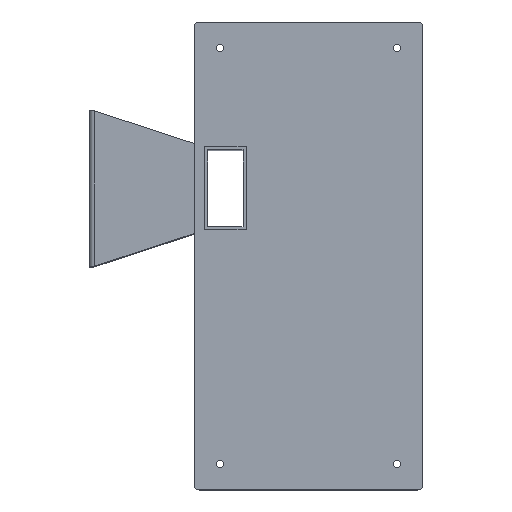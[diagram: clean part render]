
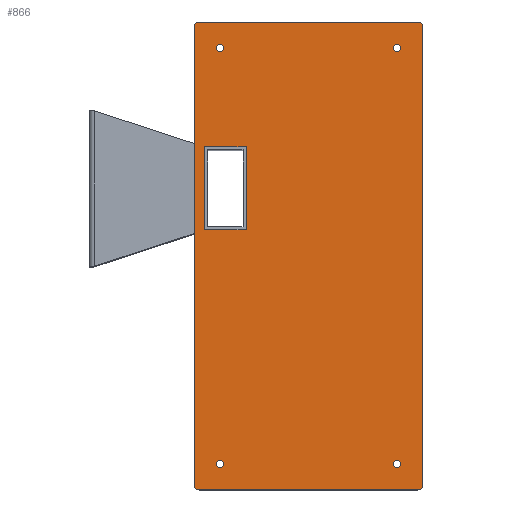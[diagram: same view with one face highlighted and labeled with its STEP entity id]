
A CAD part, top view. The second image highlights one B-rep face of the part: STEP entity #866.
In plain terms, the highlighted planar face has unit normal (0, 0, 1).
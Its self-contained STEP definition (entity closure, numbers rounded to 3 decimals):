
#7 = CARTESIAN_POINT ( 'NONE',  ( -20., -40., 5. ) ) ;
#17 = VERTEX_POINT ( 'NONE', #2194 ) ;
#45 = VECTOR ( 'NONE', #1812, 1000. ) ;
#50 = DIRECTION ( 'NONE',  ( 0., 0., 1. ) ) ;
#114 = EDGE_CURVE ( 'NONE', #1030, #1332, #1595, .T. ) ;
#127 = ORIENTED_EDGE ( 'NONE', *, *, #1390, .F. ) ;
#158 = CARTESIAN_POINT ( 'NONE',  ( -20., 40., 5. ) ) ;
#161 = ORIENTED_EDGE ( 'NONE', *, *, #114, .F. ) ;
#180 = ORIENTED_EDGE ( 'NONE', *, *, #367, .T. ) ;
#188 = FACE_BOUND ( 'NONE', #872, .T. ) ;
#191 = DIRECTION ( 'NONE',  ( 0., 0., 1. ) ) ;
#197 = CARTESIAN_POINT ( 'NONE',  ( -20., 40., 5. ) ) ;
#211 = AXIS2_PLACEMENT_3D ( 'NONE', #1858, #1138, #874 ) ;
#264 = AXIS2_PLACEMENT_3D ( 'NONE', #513, #357, #1832 ) ;
#269 = EDGE_CURVE ( 'NONE', #1215, #1215, #629, .T. ) ;
#303 = ORIENTED_EDGE ( 'NONE', *, *, #1168, .T. ) ;
#315 = LINE ( 'NONE', #158, #1885 ) ;
#348 = CARTESIAN_POINT ( 'NONE',  ( -25., 160., 5. ) ) ;
#352 = ORIENTED_EDGE ( 'NONE', *, *, #2123, .F. ) ;
#357 = DIRECTION ( 'NONE',  ( 0., 0., 1. ) ) ;
#367 = EDGE_CURVE ( 'NONE', #554, #1724, #568, .T. ) ;
#376 = ORIENTED_EDGE ( 'NONE', *, *, #1422, .T. ) ;
#383 = EDGE_CURVE ( 'NONE', #1856, #1619, #1101, .T. ) ;
#386 = CARTESIAN_POINT ( 'NONE',  ( -25., -285., 5. ) ) ;
#389 = CARTESIAN_POINT ( 'NONE',  ( 165., -265., 5. ) ) ;
#439 = VECTOR ( 'NONE', #883, 1000. ) ;
#452 = VERTEX_POINT ( 'NONE', #197 ) ;
#455 = DIRECTION ( 'NONE',  ( 1., 0., 0. ) ) ;
#456 = DIRECTION ( 'NONE',  ( 0., 0., 1. ) ) ;
#510 = AXIS2_PLACEMENT_3D ( 'NONE', #945, #1253, #722 ) ;
#513 = CARTESIAN_POINT ( 'NONE',  ( 165., 135., 5. ) ) ;
#535 = CARTESIAN_POINT ( 'NONE',  ( -1.5, 135., 5. ) ) ;
#541 = DIRECTION ( 'NONE',  ( -1., 0., 0. ) ) ;
#548 = DIRECTION ( 'NONE',  ( 1., 0., 0. ) ) ;
#554 = VERTEX_POINT ( 'NONE', #836 ) ;
#561 = VECTOR ( 'NONE', #1250, 1000. ) ;
#568 = LINE ( 'NONE', #1851, #971 ) ;
#573 = VERTEX_POINT ( 'NONE', #2088 ) ;
#584 = DIRECTION ( 'NONE',  ( 0., 0., 1. ) ) ;
#587 = ORIENTED_EDGE ( 'NONE', *, *, #1109, .F. ) ;
#596 = CARTESIAN_POINT ( 'NONE',  ( -20., -40., 5. ) ) ;
#629 = CIRCLE ( 'NONE', #211, 3.5 ) ;
#702 = AXIS2_PLACEMENT_3D ( 'NONE', #1460, #456, #455 ) ;
#722 = DIRECTION ( 'NONE',  ( -1., 0., 0. ) ) ;
#768 = FACE_BOUND ( 'NONE', #894, .T. ) ;
#791 = ORIENTED_EDGE ( 'NONE', *, *, #1695, .T. ) ;
#804 = DIRECTION ( 'NONE',  ( 0., 1., 0. ) ) ;
#806 = VERTEX_POINT ( 'NONE', #1425 ) ;
#836 = CARTESIAN_POINT ( 'NONE',  ( -30., 155., 5. ) ) ;
#838 = ORIENTED_EDGE ( 'NONE', *, *, #1828, .T. ) ;
#848 = CARTESIAN_POINT ( 'NONE',  ( -5., -265., 5. ) ) ;
#866 = ADVANCED_FACE ( 'NONE', ( #188, #768, #1097, #1212, #1606, #1817 ), #1501, .T. ) ;
#872 = EDGE_LOOP ( 'NONE', ( #1899 ) ) ;
#874 = DIRECTION ( 'NONE',  ( 1., 0., 0. ) ) ;
#883 = DIRECTION ( 'NONE',  ( 1., 0., 0. ) ) ;
#884 = EDGE_CURVE ( 'NONE', #17, #17, #933, .T. ) ;
#892 = CIRCLE ( 'NONE', #510, 5. ) ;
#894 = EDGE_LOOP ( 'NONE', ( #587 ) ) ;
#933 = CIRCLE ( 'NONE', #1706, 3.5 ) ;
#945 = CARTESIAN_POINT ( 'NONE',  ( -25., 155., 5. ) ) ;
#962 = VERTEX_POINT ( 'NONE', #1059 ) ;
#971 = VECTOR ( 'NONE', #2050, 1000. ) ;
#982 = DIRECTION ( 'NONE',  ( 0., -1., 0. ) ) ;
#1029 = CIRCLE ( 'NONE', #1604, 5. ) ;
#1030 = VERTEX_POINT ( 'NONE', #7 ) ;
#1037 = VECTOR ( 'NONE', #804, 1000. ) ;
#1057 = DIRECTION ( 'NONE',  ( 0., 0., 1. ) ) ;
#1059 = CARTESIAN_POINT ( 'NONE',  ( 20., 40., 5. ) ) ;
#1063 = CARTESIAN_POINT ( 'NONE',  ( -1.5, -265., 5. ) ) ;
#1088 = LINE ( 'NONE', #1124, #45 ) ;
#1097 = FACE_BOUND ( 'NONE', #2271, .T. ) ;
#1098 = DIRECTION ( 'NONE',  ( 1., 0., 0. ) ) ;
#1101 = LINE ( 'NONE', #1398, #1037 ) ;
#1109 = EDGE_CURVE ( 'NONE', #573, #573, #2046, .T. ) ;
#1111 = CARTESIAN_POINT ( 'NONE',  ( -20., 40., 5. ) ) ;
#1124 = CARTESIAN_POINT ( 'NONE',  ( 20., 40., 5. ) ) ;
#1133 = CARTESIAN_POINT ( 'NONE',  ( 190., 155., 5. ) ) ;
#1138 = DIRECTION ( 'NONE',  ( 0., 0., 1. ) ) ;
#1150 = CIRCLE ( 'NONE', #1586, 3.5 ) ;
#1161 = VERTEX_POINT ( 'NONE', #1653 ) ;
#1168 = EDGE_CURVE ( 'NONE', #1563, #806, #1377, .T. ) ;
#1177 = ORIENTED_EDGE ( 'NONE', *, *, #1810, .F. ) ;
#1196 = DIRECTION ( 'NONE',  ( 1., 0., 0. ) ) ;
#1212 = FACE_BOUND ( 'NONE', #1636, .T. ) ;
#1215 = VERTEX_POINT ( 'NONE', #535 ) ;
#1244 = AXIS2_PLACEMENT_3D ( 'NONE', #1395, #50, #2047 ) ;
#1250 = DIRECTION ( 'NONE',  ( -1., 0., 0. ) ) ;
#1253 = DIRECTION ( 'NONE',  ( 0., 0., 1. ) ) ;
#1300 = VECTOR ( 'NONE', #1196, 1000. ) ;
#1309 = CARTESIAN_POINT ( 'NONE',  ( 20., -40., 5. ) ) ;
#1332 = VERTEX_POINT ( 'NONE', #1309 ) ;
#1368 = LINE ( 'NONE', #348, #561 ) ;
#1377 = LINE ( 'NONE', #1945, #439 ) ;
#1390 = EDGE_CURVE ( 'NONE', #1332, #962, #1088, .T. ) ;
#1395 = CARTESIAN_POINT ( 'NONE',  ( 185., -285., 5. ) ) ;
#1398 = CARTESIAN_POINT ( 'NONE',  ( 190., -285., 5. ) ) ;
#1422 = EDGE_CURVE ( 'NONE', #806, #1856, #1622, .T. ) ;
#1425 = CARTESIAN_POINT ( 'NONE',  ( 185., -290., 5. ) ) ;
#1460 = CARTESIAN_POINT ( 'NONE',  ( 185., -285., 5. ) ) ;
#1476 = ORIENTED_EDGE ( 'NONE', *, *, #1713, .T. ) ;
#1501 = PLANE ( 'NONE',  #1244 ) ;
#1518 = LINE ( 'NONE', #1111, #1699 ) ;
#1556 = CARTESIAN_POINT ( 'NONE',  ( 185., 155., 5. ) ) ;
#1563 = VERTEX_POINT ( 'NONE', #1672 ) ;
#1578 = CARTESIAN_POINT ( 'NONE',  ( 190., -285., 5. ) ) ;
#1586 = AXIS2_PLACEMENT_3D ( 'NONE', #848, #1769, #548 ) ;
#1595 = LINE ( 'NONE', #596, #1300 ) ;
#1599 = ORIENTED_EDGE ( 'NONE', *, *, #383, .T. ) ;
#1604 = AXIS2_PLACEMENT_3D ( 'NONE', #1556, #584, #541 ) ;
#1606 = FACE_OUTER_BOUND ( 'NONE', #2214, .T. ) ;
#1619 = VERTEX_POINT ( 'NONE', #1133 ) ;
#1622 = CIRCLE ( 'NONE', #702, 5. ) ;
#1636 = EDGE_LOOP ( 'NONE', ( #1884 ) ) ;
#1653 = CARTESIAN_POINT ( 'NONE',  ( 185., 160., 5. ) ) ;
#1655 = EDGE_LOOP ( 'NONE', ( #161, #1177, #352, #127 ) ) ;
#1672 = CARTESIAN_POINT ( 'NONE',  ( -25., -290., 5. ) ) ;
#1679 = VERTEX_POINT ( 'NONE', #1063 ) ;
#1695 = EDGE_CURVE ( 'NONE', #1724, #1563, #1702, .T. ) ;
#1699 = VECTOR ( 'NONE', #1988, 1000. ) ;
#1702 = CIRCLE ( 'NONE', #1895, 5. ) ;
#1706 = AXIS2_PLACEMENT_3D ( 'NONE', #389, #191, #1098 ) ;
#1713 = EDGE_CURVE ( 'NONE', #1756, #554, #892, .T. ) ;
#1724 = VERTEX_POINT ( 'NONE', #1821 ) ;
#1756 = VERTEX_POINT ( 'NONE', #2007 ) ;
#1769 = DIRECTION ( 'NONE',  ( 0., 0., 1. ) ) ;
#1785 = DIRECTION ( 'NONE',  ( -1., 0., 0. ) ) ;
#1810 = EDGE_CURVE ( 'NONE', #452, #1030, #315, .T. ) ;
#1812 = DIRECTION ( 'NONE',  ( 0., 1., 0. ) ) ;
#1817 = FACE_BOUND ( 'NONE', #1655, .T. ) ;
#1821 = CARTESIAN_POINT ( 'NONE',  ( -30., -285., 5. ) ) ;
#1828 = EDGE_CURVE ( 'NONE', #1161, #1756, #1368, .T. ) ;
#1832 = DIRECTION ( 'NONE',  ( 1., 0., 0. ) ) ;
#1851 = CARTESIAN_POINT ( 'NONE',  ( -30., -285., 5. ) ) ;
#1856 = VERTEX_POINT ( 'NONE', #1578 ) ;
#1858 = CARTESIAN_POINT ( 'NONE',  ( -5., 135., 5. ) ) ;
#1882 = ORIENTED_EDGE ( 'NONE', *, *, #2166, .F. ) ;
#1884 = ORIENTED_EDGE ( 'NONE', *, *, #884, .F. ) ;
#1885 = VECTOR ( 'NONE', #982, 1000. ) ;
#1895 = AXIS2_PLACEMENT_3D ( 'NONE', #386, #1057, #1785 ) ;
#1899 = ORIENTED_EDGE ( 'NONE', *, *, #269, .F. ) ;
#1936 = ORIENTED_EDGE ( 'NONE', *, *, #2111, .T. ) ;
#1945 = CARTESIAN_POINT ( 'NONE',  ( -25., -290., 5. ) ) ;
#1988 = DIRECTION ( 'NONE',  ( -1., 0., 0. ) ) ;
#2007 = CARTESIAN_POINT ( 'NONE',  ( -25., 160., 5. ) ) ;
#2046 = CIRCLE ( 'NONE', #264, 3.5 ) ;
#2047 = DIRECTION ( 'NONE',  ( 1., 0., 0. ) ) ;
#2050 = DIRECTION ( 'NONE',  ( 0., -1., 0. ) ) ;
#2088 = CARTESIAN_POINT ( 'NONE',  ( 168.5, 135., 5. ) ) ;
#2111 = EDGE_CURVE ( 'NONE', #1619, #1161, #1029, .T. ) ;
#2123 = EDGE_CURVE ( 'NONE', #962, #452, #1518, .T. ) ;
#2166 = EDGE_CURVE ( 'NONE', #1679, #1679, #1150, .T. ) ;
#2194 = CARTESIAN_POINT ( 'NONE',  ( 168.5, -265., 5. ) ) ;
#2214 = EDGE_LOOP ( 'NONE', ( #376, #1599, #1936, #838, #1476, #180, #791, #303 ) ) ;
#2271 = EDGE_LOOP ( 'NONE', ( #1882 ) ) ;
